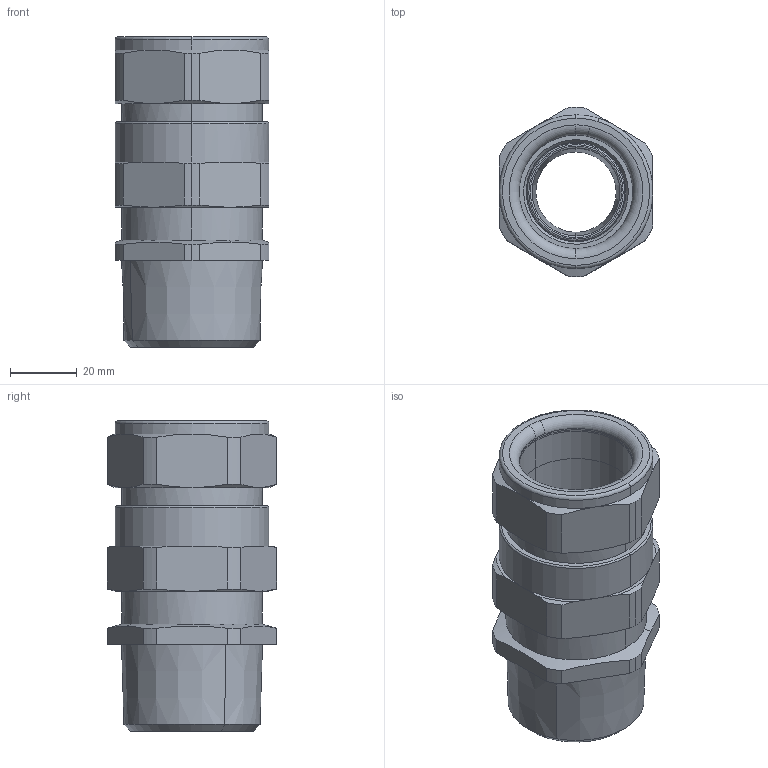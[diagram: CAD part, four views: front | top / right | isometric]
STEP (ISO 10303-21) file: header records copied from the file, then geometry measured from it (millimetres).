
FILE_DESCRIPTION(('CATIA V5 STEP Exchange','CAx-IF Rec.Pracs.--- Model Styling and Organization---1.4--- 2014-01-23'),'2;1');
FILE_NAME ('283347-1_0_1188270000_1188270000.stp','2022-12-13T06:54:51+00:00',('none'),('Weidmueller'),'CATIA Version 5-6 Release 2016 SP3 HF44','CATIA V5 STEP AP214','none');
FILE_SCHEMA(('AUTOMOTIVE_DESIGN { 1 0 10303 214 1 1 1 1 }'));
Length unit declared in the file: millimetre
Products named in the file (1): E1XZ/32/NPT1-1/4-WM
Bounding box: 46 x 50.6 x 92.9 mm (x, y, z)
Volume: 78910.2 mm3; surface area: 42193.5 mm2
Topology: 3 solids, 3 shells, 238 faces, 572 edges, 354 vertices
Faces by surface type: cone 89, cylinder 72, plane 44, torus 33
Entity records: 6792 total; most frequent: CARTESIAN_POINT 1592, ORIENTED_EDGE 1144, DIRECTION 872, EDGE_CURVE 572, AXIS2_PLACEMENT_3D 509, VERTEX_POINT 354, CIRCLE 319, EDGE_LOOP 258
